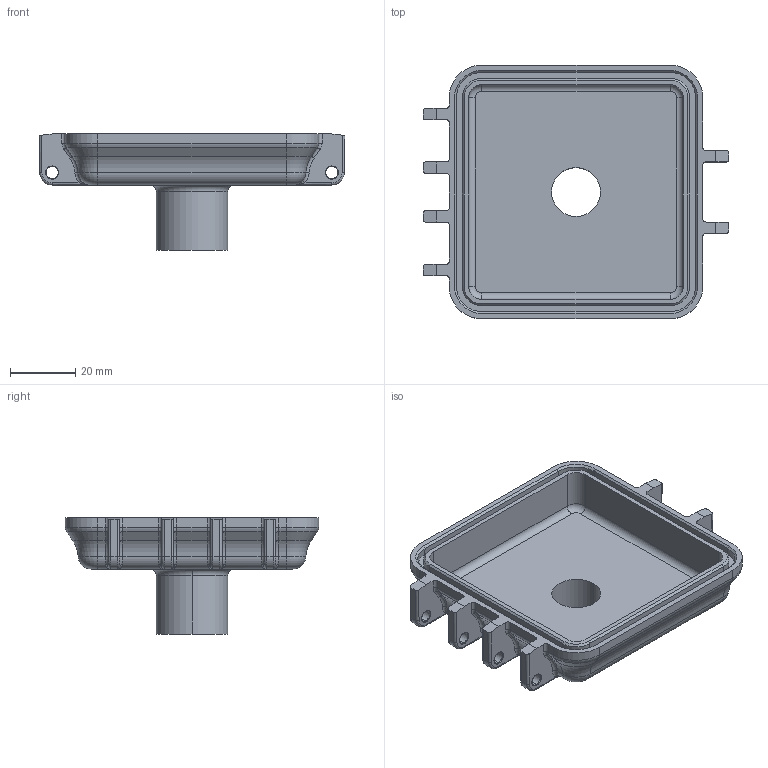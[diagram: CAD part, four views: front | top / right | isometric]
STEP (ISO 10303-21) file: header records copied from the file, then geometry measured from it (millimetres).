
FILE_DESCRIPTION (( 'STEP AP203' ), '1' );
FILE_NAME ('top_box filter25032020.STEP', '2020-03-25T11:44:51', ( '' ), ( '' ), 'SwSTEP 2.0', 'SolidWorks 2014', '' );
FILE_SCHEMA (( 'CONFIG_CONTROL_DESIGN' ));
Length unit declared in the file: millimetre
Products named in the file (1): top_box filter25032020
Bounding box: 93.99 x 78 x 35.75 mm (x, y, z)
Volume: 29073.4 mm3; surface area: 24157.2 mm2
Topology: 1 solids, 1 shells, 322 faces, 778 edges, 450 vertices
Faces by surface type: cylinder 118, torus 102, plane 70, cone 20, bspline 12
Entity records: 9911 total; most frequent: CARTESIAN_POINT 2211, DIRECTION 1764, ORIENTED_EDGE 1532, EDGE_CURVE 766, AXIS2_PLACEMENT_3D 723, VERTEX_POINT 450, CIRCLE 412, EDGE_LOOP 340
